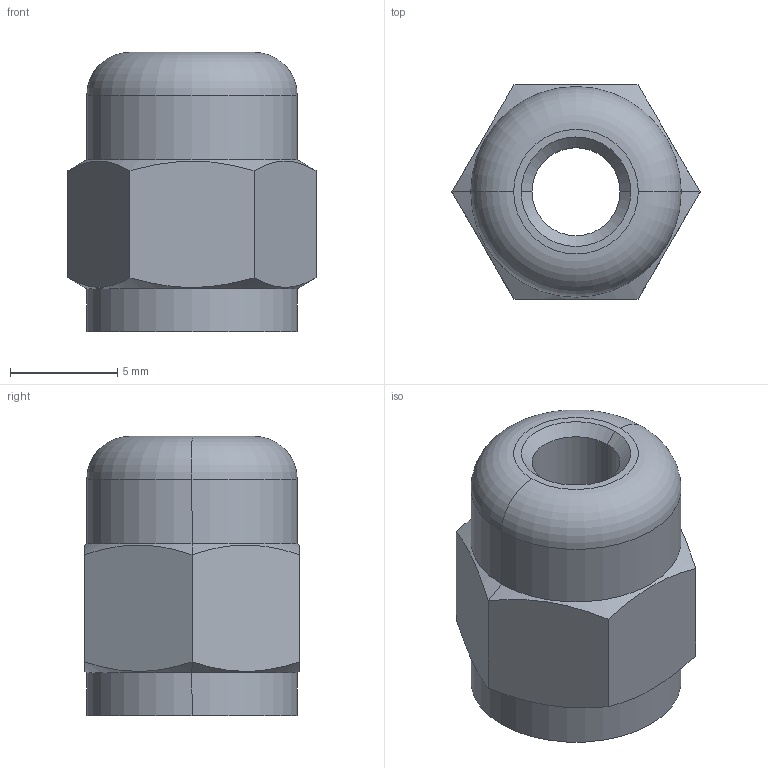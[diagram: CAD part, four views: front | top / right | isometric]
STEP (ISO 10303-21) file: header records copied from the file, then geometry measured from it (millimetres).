
FILE_DESCRIPTION (( 'STEP AP214' ), '1' );
FILE_NAME ('諉芛蹟譫CN-4.STEP', '2023-09-18T00:28:10', ( 'Windows User' ), ( 'P R C' ), 'SwSTEP 2.0', 'SolidWorks 2014', '' );
FILE_SCHEMA (( 'AUTOMOTIVE_DESIGN' ));
Length unit declared in the file: millimetre
Products named in the file (1): 諉芛蹟譫CN-4
Bounding box: 11.55 x 10 x 13 mm (x, y, z)
Volume: 796.8 mm3; surface area: 709.1 mm2
Topology: 1 solids, 1 shells, 28 faces, 60 edges, 34 vertices
Faces by surface type: cone 10, cylinder 8, plane 8, torus 2
Entity records: 888 total; most frequent: CARTESIAN_POINT 231, DIRECTION 130, ORIENTED_EDGE 120, EDGE_CURVE 60, AXIS2_PLACEMENT_3D 53, VERTEX_POINT 34, EDGE_LOOP 30, ADVANCED_FACE 28
